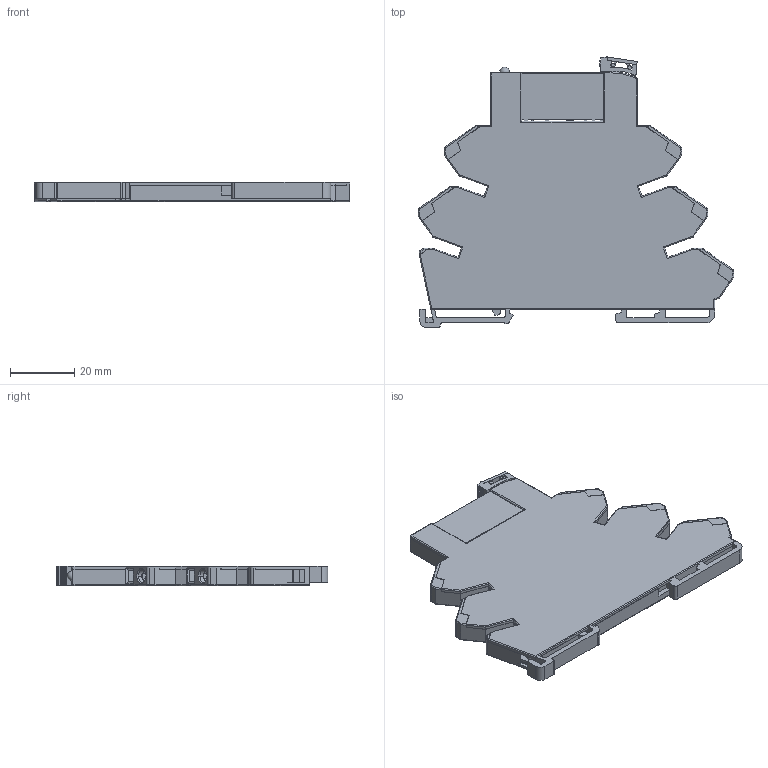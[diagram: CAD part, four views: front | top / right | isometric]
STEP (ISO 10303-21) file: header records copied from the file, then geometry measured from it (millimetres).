
FILE_DESCRIPTION (( 'STEP AP214' ), '1' );
FILE_NAME ('PIR6WB-1PS.STEP', '2016-05-09T06:17:47', ( '' ), ( '' ), 'SwSTEP 2.0', 'SolidWorks 2016', '' );
FILE_SCHEMA (( 'AUTOMOTIVE_DESIGN' ));
Length unit declared in the file: millimetre
Products named in the file (3): RM699B; PIR6WB-1PS; PI6WB-1PS_PI6WB-1241A Bez ¾ebra
Assembly tree (2 placements, depth 2):
  PIR6WB-1PS
    PI6WB-1PS_PI6WB-1241A Bez ¾ebra
    RM699B
Bounding box: 98.31 x 84.6 x 6.22 mm (x, y, z)
Volume: 31481.6 mm3; surface area: 17762.7 mm2
Topology: 3 solids, 10 shells, 1250 faces, 3311 edges, 2088 vertices
Faces by surface type: plane 754, cylinder 365, bspline 80, torus 30, cone 14, sphere 7
Entity records: 42240 total; most frequent: CARTESIAN_POINT 10512, ORIENTED_EDGE 6604, DIRECTION 5640, EDGE_CURVE 3302, VECTOR 2422, LINE 2422, VERTEX_POINT 2086, AXIS2_PLACEMENT_3D 1609
